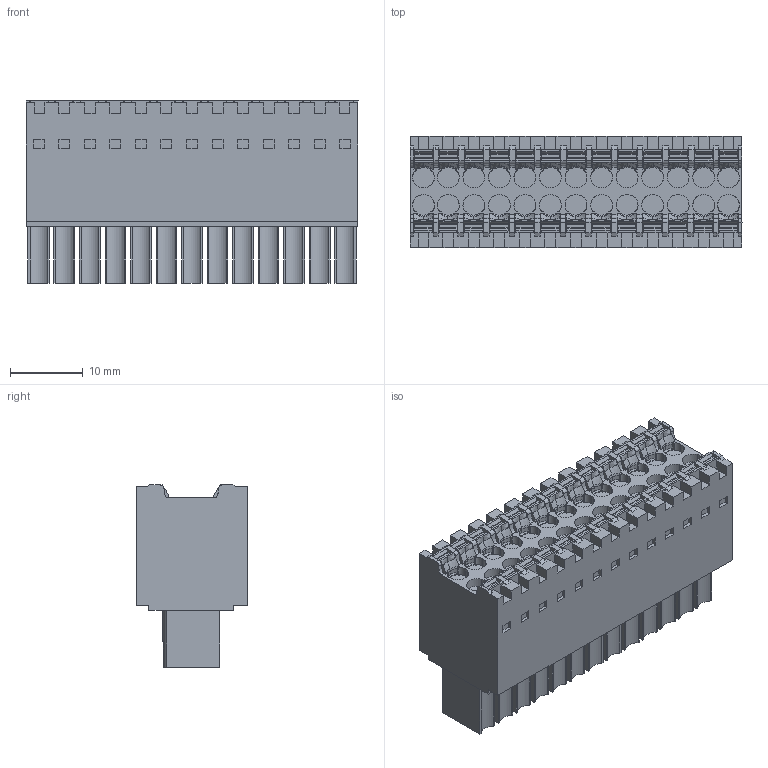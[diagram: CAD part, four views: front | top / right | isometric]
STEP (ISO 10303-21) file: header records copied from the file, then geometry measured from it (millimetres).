
FILE_DESCRIPTION(('CATIA V5 STEP','CAx-IF Rec.Pracs.--- Model Styling and Organization---1.4--- 2014-01-23'),'2;1');
FILE_NAME ('D1450447_1', '2023-08-22T06:44:17+00:00', ('none'), ('Weidmueller'), 'CATIA Version 5-6 Release 2016 SP3 HF44', 'CATIA V5 STEP AP214', 'none');
FILE_SCHEMA(('AUTOMOTIVE_DESIGN { 1 0 10303 214 1 1 1 1 }'));
Products named in the file (1): 1277580000
Bounding box: 45.5 x 15.2 x 25.05 mm (x, y, z)
Volume: 12659.5 mm3; surface area: 7975.3 mm2
Topology: 27 solids, 27 shells, 1725 faces, 5023 edges, 3417 vertices
Faces by surface type: plane 1123, cylinder 210, torus 155, extrusion 133, cone 52, bspline 52
Entity records: 59206 total; most frequent: CARTESIAN_POINT 18494, ORIENTED_EDGE 10046, DIRECTION 5769, EDGE_CURVE 5023, VECTOR 3692, LINE 3559, VERTEX_POINT 3417, EDGE_LOOP 1790
